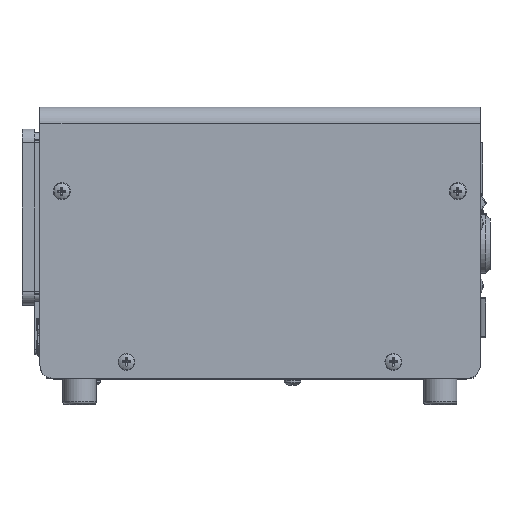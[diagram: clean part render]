
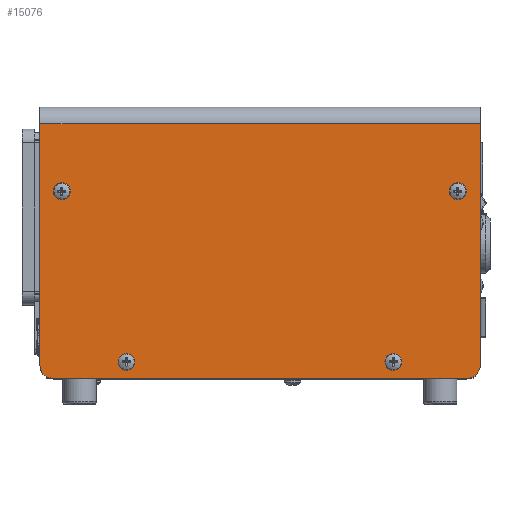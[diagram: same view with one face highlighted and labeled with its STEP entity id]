
A CAD part, top view. The second image highlights one B-rep face of the part: STEP entity #15076.
In plain terms, the highlighted planar face has unit normal (0, 0, 1).
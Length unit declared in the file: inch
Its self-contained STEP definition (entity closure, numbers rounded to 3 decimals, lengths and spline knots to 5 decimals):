
#147 = DIRECTION ( 'NONE',  ( 1., 0., 0. ) ) ;
#159 = AXIS2_PLACEMENT_3D ( 'NONE', #8532, #23363, #10660 ) ;
#254 = CARTESIAN_POINT ( 'NONE',  ( 4., 0., 4.093 ) ) ;
#342 = CARTESIAN_POINT ( 'NONE',  ( 4.13, 4.75, 4.093 ) ) ;
#364 = AXIS2_PLACEMENT_3D ( 'NONE', #9647, #18131, #5489 ) ;
#437 = DIRECTION ( 'NONE',  ( 0., 1., 0. ) ) ;
#477 = LINE ( 'NONE', #12186, #6799 ) ;
#1042 = CARTESIAN_POINT ( 'NONE',  ( -3.96061, 0., 4.093 ) ) ;
#1114 = PLANE ( 'NONE',  #364 ) ;
#1317 = DIRECTION ( 'NONE',  ( 0., 0., 1. ) ) ;
#1874 = CARTESIAN_POINT ( 'NONE',  ( 13.5997, 4.75, 4.093 ) ) ;
#2041 = AXIS2_PLACEMENT_3D ( 'NONE', #14787, #2113, #16925 ) ;
#2090 = AXIS2_PLACEMENT_3D ( 'NONE', #8460, #23292, #10600 ) ;
#2113 = DIRECTION ( 'NONE',  ( 0., 0., 1. ) ) ;
#2119 = FACE_OUTER_BOUND ( 'NONE', #19088, .T. ) ;
#2161 = ORIENTED_EDGE ( 'NONE', *, *, #11536, .F. ) ;
#2404 = LINE ( 'NONE', #7135, #8030 ) ;
#2680 = EDGE_CURVE ( 'NONE', #12218, #27217, #13739, .T. ) ;
#2888 = EDGE_CURVE ( 'NONE', #25115, #13778, #4140, .T. ) ;
#2909 = EDGE_LOOP ( 'NONE', ( #13963 ) ) ;
#3073 = LINE ( 'NONE', #13998, #14356 ) ;
#3869 = DIRECTION ( 'NONE',  ( 0., 0., 1. ) ) ;
#4140 = CIRCLE ( 'NONE', #159, 0.25 ) ;
#4405 = EDGE_CURVE ( 'NONE', #23568, #19567, #11022, .T. ) ;
#4946 = VERTEX_POINT ( 'NONE', #254 ) ;
#5284 = AXIS2_PLACEMENT_3D ( 'NONE', #25581, #12826, #147 ) ;
#5489 = DIRECTION ( 'NONE',  ( 0., 1., 0. ) ) ;
#5574 = CIRCLE ( 'NONE', #5284, 0.15748 ) ;
#5637 = CARTESIAN_POINT ( 'NONE',  ( 3.97061, 0., 4.093 ) ) ;
#6183 = CARTESIAN_POINT ( 'NONE',  ( 3.71, 3.49, 4.093 ) ) ;
#6208 = DIRECTION ( 'NONE',  ( -1., 0., 0. ) ) ;
#6630 = VECTOR ( 'NONE', #6208, 39.37008 ) ;
#6786 = CARTESIAN_POINT ( 'NONE',  ( -4.12, 4.75, 4.093 ) ) ;
#6799 = VECTOR ( 'NONE', #27069, 39.37008 ) ;
#6835 = VERTEX_POINT ( 'NONE', #5637 ) ;
#6871 = ORIENTED_EDGE ( 'NONE', *, *, #16655, .T. ) ;
#7135 = CARTESIAN_POINT ( 'NONE',  ( 4., 0., 4.093 ) ) ;
#7170 = AXIS2_PLACEMENT_3D ( 'NONE', #25864, #13114, #437 ) ;
#7707 = DIRECTION ( 'NONE',  ( 0., 1., 0. ) ) ;
#7742 = LINE ( 'NONE', #1874, #18297 ) ;
#7762 = FACE_BOUND ( 'NONE', #2909, .T. ) ;
#7766 = CARTESIAN_POINT ( 'NONE',  ( -4.12, 0.233, 4.093 ) ) ;
#7923 = LINE ( 'NONE', #14692, #6630 ) ;
#8030 = VECTOR ( 'NONE', #19781, 39.37008 ) ;
#8300 = DIRECTION ( 'NONE',  ( 1., 0., 0. ) ) ;
#8460 = CARTESIAN_POINT ( 'NONE',  ( 2.5, 0.29, 4.093 ) ) ;
#8532 = CARTESIAN_POINT ( 'NONE',  ( -3.87, 0.233, 4.093 ) ) ;
#8678 = VERTEX_POINT ( 'NONE', #16027 ) ;
#8955 = AXIS2_PLACEMENT_3D ( 'NONE', #6183, #20978, #8300 ) ;
#9647 = CARTESIAN_POINT ( 'NONE',  ( 13.5997, 0., 4.093 ) ) ;
#9812 = CIRCLE ( 'NONE', #2041, 0.25 ) ;
#9823 = CARTESIAN_POINT ( 'NONE',  ( -4., 0., 4.093 ) ) ;
#9862 = CARTESIAN_POINT ( 'NONE',  ( 4.13, 0.233, 4.093 ) ) ;
#10600 = DIRECTION ( 'NONE',  ( 1., 0., 0. ) ) ;
#10660 = DIRECTION ( 'NONE',  ( 0., 1., 0. ) ) ;
#11012 = CARTESIAN_POINT ( 'NONE',  ( -4., 0.01946, 4.093 ) ) ;
#11022 = LINE ( 'NONE', #9823, #27307 ) ;
#11254 = ORIENTED_EDGE ( 'NONE', *, *, #2680, .T. ) ;
#11536 = EDGE_CURVE ( 'NONE', #25115, #23568, #477, .T. ) ;
#11684 = ORIENTED_EDGE ( 'NONE', *, *, #21306, .T. ) ;
#11811 = EDGE_CURVE ( 'NONE', #21493, #15452, #18324, .T. ) ;
#11950 = CARTESIAN_POINT ( 'NONE',  ( -2.5, 0.44748, 4.093 ) ) ;
#12186 = CARTESIAN_POINT ( 'NONE',  ( 13.5997, 0., 4.093 ) ) ;
#12218 = VERTEX_POINT ( 'NONE', #12334 ) ;
#12242 = EDGE_CURVE ( 'NONE', #22635, #15452, #7742, .T. ) ;
#12334 = CARTESIAN_POINT ( 'NONE',  ( 4., 0.01368, 4.093 ) ) ;
#12740 = LINE ( 'NONE', #21461, #23378 ) ;
#12826 = DIRECTION ( 'NONE',  ( 0., 0., 1. ) ) ;
#13114 = DIRECTION ( 'NONE',  ( 0., 0., 1. ) ) ;
#13133 = EDGE_LOOP ( 'NONE', ( #22905 ) ) ;
#13166 = CIRCLE ( 'NONE', #8955, 0.15748 ) ;
#13361 = FACE_BOUND ( 'NONE', #13133, .T. ) ;
#13739 = CIRCLE ( 'NONE', #23956, 0.25 ) ;
#13778 = VERTEX_POINT ( 'NONE', #20562 ) ;
#13852 = ORIENTED_EDGE ( 'NONE', *, *, #24065, .F. ) ;
#13963 = ORIENTED_EDGE ( 'NONE', *, *, #27389, .F. ) ;
#13998 = CARTESIAN_POINT ( 'NONE',  ( -4.12, -0.017, 4.093 ) ) ;
#14001 = CARTESIAN_POINT ( 'NONE',  ( 3.88, 0.233, 4.093 ) ) ;
#14330 = AXIS2_PLACEMENT_3D ( 'NONE', #16532, #3869, #18663 ) ;
#14356 = VECTOR ( 'NONE', #26562, 39.37008 ) ;
#14578 = EDGE_CURVE ( 'NONE', #27217, #22635, #12740, .T. ) ;
#14692 = CARTESIAN_POINT ( 'NONE',  ( 13.5997, 0., 4.093 ) ) ;
#14787 = CARTESIAN_POINT ( 'NONE',  ( 3.88, 0.233, 4.093 ) ) ;
#15076 = ADVANCED_FACE ( 'NONE', ( #19001, #13361, #24707, #7762, #2119 ), #1114, .F. ) ;
#15198 = CIRCLE ( 'NONE', #7170, 0.15748 ) ;
#15452 = VERTEX_POINT ( 'NONE', #6786 ) ;
#16027 = CARTESIAN_POINT ( 'NONE',  ( -3.55252, 3.49, 4.093 ) ) ;
#16123 = DIRECTION ( 'NONE',  ( 0., 1., 0. ) ) ;
#16200 = CARTESIAN_POINT ( 'NONE',  ( 3.86748, 3.49, 4.093 ) ) ;
#16532 = CARTESIAN_POINT ( 'NONE',  ( -3.87, 0.233, 4.093 ) ) ;
#16584 = ORIENTED_EDGE ( 'NONE', *, *, #19899, .T. ) ;
#16655 = EDGE_CURVE ( 'NONE', #13778, #26368, #3073, .T. ) ;
#16925 = DIRECTION ( 'NONE',  ( 0., 1., 0. ) ) ;
#17024 = VECTOR ( 'NONE', #26401, 39.37008 ) ;
#17980 = ORIENTED_EDGE ( 'NONE', *, *, #25973, .T. ) ;
#18123 = CIRCLE ( 'NONE', #14330, 0.25 ) ;
#18131 = DIRECTION ( 'NONE',  ( 0., 0., -1. ) ) ;
#18297 = VECTOR ( 'NONE', #18795, 39.37008 ) ;
#18324 = LINE ( 'NONE', #24273, #17024 ) ;
#18663 = DIRECTION ( 'NONE',  ( 0., 1., 0. ) ) ;
#18795 = DIRECTION ( 'NONE',  ( -1., 0., 0. ) ) ;
#18840 = CARTESIAN_POINT ( 'NONE',  ( 3.88, -0.017, 4.093 ) ) ;
#19001 = FACE_BOUND ( 'NONE', #27284, .T. ) ;
#19088 = EDGE_LOOP ( 'NONE', ( #11684, #11254, #26308, #25043, #23448, #16584, #24592, #2161, #25213, #6871, #17980, #13852 ) ) ;
#19301 = ORIENTED_EDGE ( 'NONE', *, *, #24754, .F. ) ;
#19567 = VERTEX_POINT ( 'NONE', #11012 ) ;
#19596 = CIRCLE ( 'NONE', #2090, 0.15748 ) ;
#19781 = DIRECTION ( 'NONE',  ( 0., 1., 0. ) ) ;
#19899 = EDGE_CURVE ( 'NONE', #21493, #19567, #18123, .T. ) ;
#20021 = EDGE_CURVE ( 'NONE', #8678, #8678, #5574, .T. ) ;
#20562 = CARTESIAN_POINT ( 'NONE',  ( -3.87, -0.017, 4.093 ) ) ;
#20978 = DIRECTION ( 'NONE',  ( 0., 0., 1. ) ) ;
#21306 = EDGE_CURVE ( 'NONE', #4946, #12218, #2404, .T. ) ;
#21461 = CARTESIAN_POINT ( 'NONE',  ( 4.13, -0.017, 4.093 ) ) ;
#21493 = VERTEX_POINT ( 'NONE', #7766 ) ;
#22231 = VERTEX_POINT ( 'NONE', #11950 ) ;
#22635 = VERTEX_POINT ( 'NONE', #342 ) ;
#22905 = ORIENTED_EDGE ( 'NONE', *, *, #24217, .F. ) ;
#23185 = CARTESIAN_POINT ( 'NONE',  ( -4., 0., 4.093 ) ) ;
#23292 = DIRECTION ( 'NONE',  ( 0., 0., 1. ) ) ;
#23363 = DIRECTION ( 'NONE',  ( 0., 0., 1. ) ) ;
#23378 = VECTOR ( 'NONE', #23627, 39.37008 ) ;
#23442 = EDGE_LOOP ( 'NONE', ( #19301 ) ) ;
#23448 = ORIENTED_EDGE ( 'NONE', *, *, #11811, .F. ) ;
#23568 = VERTEX_POINT ( 'NONE', #23185 ) ;
#23627 = DIRECTION ( 'NONE',  ( 0., 1., 0. ) ) ;
#23956 = AXIS2_PLACEMENT_3D ( 'NONE', #14001, #1317, #16123 ) ;
#24065 = EDGE_CURVE ( 'NONE', #4946, #6835, #7923, .T. ) ;
#24217 = EDGE_CURVE ( 'NONE', #22231, #22231, #15198, .T. ) ;
#24273 = CARTESIAN_POINT ( 'NONE',  ( -4.12, -0.017, 4.093 ) ) ;
#24592 = ORIENTED_EDGE ( 'NONE', *, *, #4405, .F. ) ;
#24707 = FACE_BOUND ( 'NONE', #23442, .T. ) ;
#24754 = EDGE_CURVE ( 'NONE', #27255, #27255, #13166, .T. ) ;
#25043 = ORIENTED_EDGE ( 'NONE', *, *, #12242, .T. ) ;
#25115 = VERTEX_POINT ( 'NONE', #1042 ) ;
#25213 = ORIENTED_EDGE ( 'NONE', *, *, #2888, .T. ) ;
#25581 = CARTESIAN_POINT ( 'NONE',  ( -3.71, 3.49, 4.093 ) ) ;
#25864 = CARTESIAN_POINT ( 'NONE',  ( -2.5, 0.29, 4.093 ) ) ;
#25919 = VERTEX_POINT ( 'NONE', #26919 ) ;
#25973 = EDGE_CURVE ( 'NONE', #26368, #6835, #9812, .T. ) ;
#26144 = ORIENTED_EDGE ( 'NONE', *, *, #20021, .F. ) ;
#26308 = ORIENTED_EDGE ( 'NONE', *, *, #14578, .T. ) ;
#26368 = VERTEX_POINT ( 'NONE', #18840 ) ;
#26401 = DIRECTION ( 'NONE',  ( 0., 1., 0. ) ) ;
#26562 = DIRECTION ( 'NONE',  ( 1., 0., 0. ) ) ;
#26919 = CARTESIAN_POINT ( 'NONE',  ( 2.65748, 0.29, 4.093 ) ) ;
#27069 = DIRECTION ( 'NONE',  ( -1., 0., 0. ) ) ;
#27217 = VERTEX_POINT ( 'NONE', #9862 ) ;
#27255 = VERTEX_POINT ( 'NONE', #16200 ) ;
#27284 = EDGE_LOOP ( 'NONE', ( #26144 ) ) ;
#27307 = VECTOR ( 'NONE', #7707, 39.37008 ) ;
#27389 = EDGE_CURVE ( 'NONE', #25919, #25919, #19596, .T. ) ;
